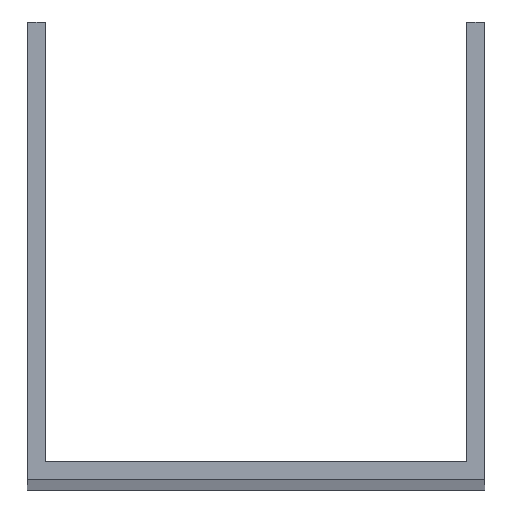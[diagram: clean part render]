
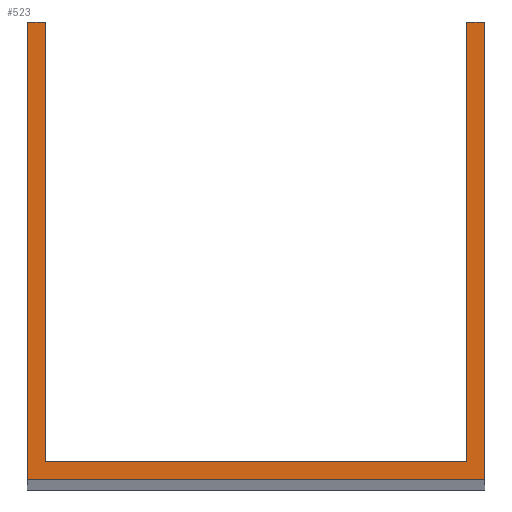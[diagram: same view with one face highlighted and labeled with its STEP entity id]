
A CAD part, top view. The second image highlights one B-rep face of the part: STEP entity #523.
In plain terms, the highlighted planar face has unit normal (0, 0, 1).
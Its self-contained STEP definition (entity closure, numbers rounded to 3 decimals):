
#6 = DIRECTION ( 'NONE',  ( 0., -1., 0. ) ) ;
#10 = LINE ( 'NONE', #61, #614 ) ;
#11 = LINE ( 'NONE', #492, #276 ) ;
#17 = EDGE_CURVE ( 'NONE', #288, #444, #376, .T. ) ;
#20 = LINE ( 'NONE', #23, #559 ) ;
#23 = CARTESIAN_POINT ( 'NONE',  ( -25.4, 50.8, 700. ) ) ;
#27 = ORIENTED_EDGE ( 'NONE', *, *, #273, .T. ) ;
#37 = VECTOR ( 'NONE', #338, 1000. ) ;
#52 = AXIS2_PLACEMENT_3D ( 'NONE', #416, #135, #334 ) ;
#61 = CARTESIAN_POINT ( 'NONE',  ( 25.4, 50.8, 700. ) ) ;
#76 = PLANE ( 'NONE',  #52 ) ;
#87 = VERTEX_POINT ( 'NONE', #284 ) ;
#94 = CARTESIAN_POINT ( 'NONE',  ( 25.4, 50.8, 700. ) ) ;
#116 = VERTEX_POINT ( 'NONE', #580 ) ;
#135 = DIRECTION ( 'NONE',  ( 0., 0., 1. ) ) ;
#139 = CARTESIAN_POINT ( 'NONE',  ( 23.4, 2., 700. ) ) ;
#148 = ORIENTED_EDGE ( 'NONE', *, *, #318, .T. ) ;
#156 = VERTEX_POINT ( 'NONE', #446 ) ;
#165 = CARTESIAN_POINT ( 'NONE',  ( -25.4, 0., 700. ) ) ;
#166 = EDGE_CURVE ( 'NONE', #479, #156, #11, .T. ) ;
#184 = EDGE_LOOP ( 'NONE', ( #148, #380, #455, #243, #226, #27, #526, #252 ) ) ;
#192 = VECTOR ( 'NONE', #6, 1000. ) ;
#199 = CARTESIAN_POINT ( 'NONE',  ( 23.4, 50.8, 700. ) ) ;
#206 = VECTOR ( 'NONE', #389, 1000. ) ;
#212 = LINE ( 'NONE', #221, #291 ) ;
#214 = DIRECTION ( 'NONE',  ( -1., 0., 0. ) ) ;
#221 = CARTESIAN_POINT ( 'NONE',  ( -25.4, 0., 700. ) ) ;
#226 = ORIENTED_EDGE ( 'NONE', *, *, #166, .T. ) ;
#234 = CARTESIAN_POINT ( 'NONE',  ( -25.4, 0., 700. ) ) ;
#243 = ORIENTED_EDGE ( 'NONE', *, *, #309, .T. ) ;
#252 = ORIENTED_EDGE ( 'NONE', *, *, #17, .T. ) ;
#255 = EDGE_CURVE ( 'NONE', #87, #288, #212, .T. ) ;
#273 = EDGE_CURVE ( 'NONE', #156, #87, #20, .T. ) ;
#276 = VECTOR ( 'NONE', #348, 1000. ) ;
#284 = CARTESIAN_POINT ( 'NONE',  ( -25.4, 50.8, 700. ) ) ;
#288 = VERTEX_POINT ( 'NONE', #165 ) ;
#291 = VECTOR ( 'NONE', #359, 1000. ) ;
#309 = EDGE_CURVE ( 'NONE', #116, #479, #403, .T. ) ;
#318 = EDGE_CURVE ( 'NONE', #444, #622, #536, .T. ) ;
#333 = VECTOR ( 'NONE', #591, 1000. ) ;
#334 = DIRECTION ( 'NONE',  ( 1., 0., 0. ) ) ;
#338 = DIRECTION ( 'NONE',  ( 1., 0., 0. ) ) ;
#347 = LINE ( 'NONE', #539, #192 ) ;
#348 = DIRECTION ( 'NONE',  ( 0., 1., 0. ) ) ;
#350 = DIRECTION ( 'NONE',  ( -1., 0., 0. ) ) ;
#359 = DIRECTION ( 'NONE',  ( 0., -1., 0. ) ) ;
#376 = LINE ( 'NONE', #234, #37 ) ;
#378 = CARTESIAN_POINT ( 'NONE',  ( -23.4, 2., 700. ) ) ;
#380 = ORIENTED_EDGE ( 'NONE', *, *, #396, .T. ) ;
#389 = DIRECTION ( 'NONE',  ( -1., 0., 0. ) ) ;
#396 = EDGE_CURVE ( 'NONE', #622, #427, #10, .T. ) ;
#403 = LINE ( 'NONE', #139, #206 ) ;
#416 = CARTESIAN_POINT ( 'NONE',  ( 0., 0., 700. ) ) ;
#418 = EDGE_CURVE ( 'NONE', #427, #116, #347, .T. ) ;
#426 = FACE_OUTER_BOUND ( 'NONE', #184, .T. ) ;
#427 = VERTEX_POINT ( 'NONE', #199 ) ;
#444 = VERTEX_POINT ( 'NONE', #560 ) ;
#446 = CARTESIAN_POINT ( 'NONE',  ( -23.4, 50.8, 700. ) ) ;
#455 = ORIENTED_EDGE ( 'NONE', *, *, #418, .T. ) ;
#479 = VERTEX_POINT ( 'NONE', #378 ) ;
#492 = CARTESIAN_POINT ( 'NONE',  ( -23.4, 50.8, 700. ) ) ;
#523 = ADVANCED_FACE ( 'NONE', ( #426 ), #76, .T. ) ;
#526 = ORIENTED_EDGE ( 'NONE', *, *, #255, .T. ) ;
#536 = LINE ( 'NONE', #594, #333 ) ;
#539 = CARTESIAN_POINT ( 'NONE',  ( 23.4, 50.8, 700. ) ) ;
#559 = VECTOR ( 'NONE', #214, 1000. ) ;
#560 = CARTESIAN_POINT ( 'NONE',  ( 25.4, 0., 700. ) ) ;
#580 = CARTESIAN_POINT ( 'NONE',  ( 23.4, 2., 700. ) ) ;
#591 = DIRECTION ( 'NONE',  ( 0., 1., 0. ) ) ;
#594 = CARTESIAN_POINT ( 'NONE',  ( 25.4, 0., 700. ) ) ;
#614 = VECTOR ( 'NONE', #350, 1000. ) ;
#622 = VERTEX_POINT ( 'NONE', #94 ) ;
